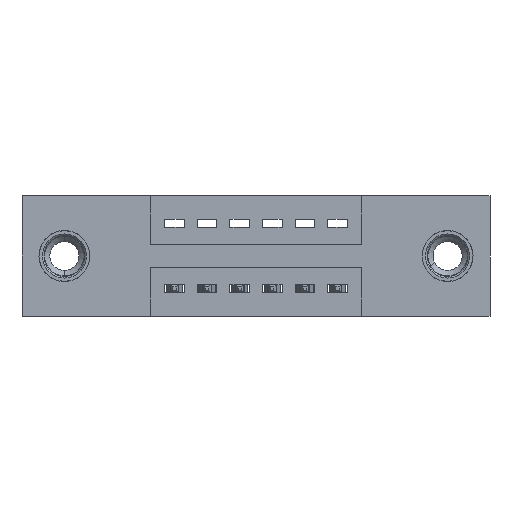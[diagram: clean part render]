
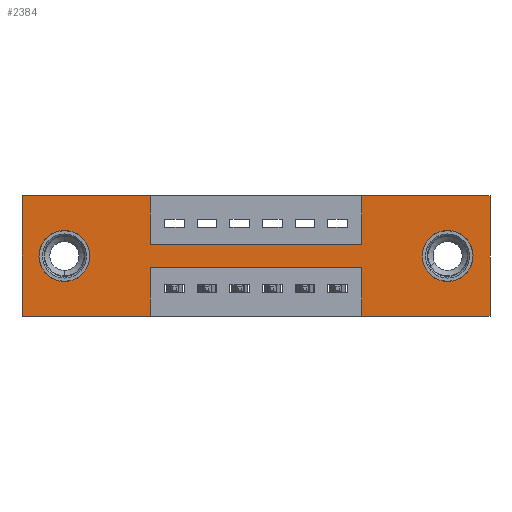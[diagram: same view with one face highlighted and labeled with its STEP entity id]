
A CAD part, front view. The second image highlights one B-rep face of the part: STEP entity #2384.
In plain terms, the highlighted planar face has unit normal (0, -1, 0).
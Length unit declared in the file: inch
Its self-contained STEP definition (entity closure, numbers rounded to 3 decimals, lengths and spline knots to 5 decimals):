
#9 = ORIENTED_EDGE ( 'NONE', *, *, #6927, .T. ) ;
#55 = LINE ( 'NONE', #1943, #2261 ) ;
#103 = VERTEX_POINT ( 'NONE', #4866 ) ;
#117 = CARTESIAN_POINT ( 'NONE',  ( 0.3925, 0., -0.15 ) ) ;
#123 = EDGE_CURVE ( 'NONE', #8530, #2117, #5401, .T. ) ;
#124 = DIRECTION ( 'NONE',  ( 0., 0., -1. ) ) ;
#328 = AXIS2_PLACEMENT_3D ( 'NONE', #2222, #7870, #3082 ) ;
#763 = VECTOR ( 'NONE', #6307, 39.37008 ) ;
#865 = VERTEX_POINT ( 'NONE', #8686 ) ;
#909 = VERTEX_POINT ( 'NONE', #2896 ) ;
#1133 = VERTEX_POINT ( 'NONE', #5449 ) ;
#1193 = FACE_BOUND ( 'NONE', #6972, .T. ) ;
#1471 = CARTESIAN_POINT ( 'NONE',  ( 1.0425, 0., -0.37 ) ) ;
#1533 = CARTESIAN_POINT ( 'NONE',  ( 0.3925, 0., -0.37 ) ) ;
#1536 = VERTEX_POINT ( 'NONE', #9437 ) ;
#1671 = ORIENTED_EDGE ( 'NONE', *, *, #4438, .F. ) ;
#1680 = VERTEX_POINT ( 'NONE', #5938 ) ;
#1714 = EDGE_CURVE ( 'NONE', #1536, #1680, #5371, .T. ) ;
#1770 = EDGE_LOOP ( 'NONE', ( #8920, #3742, #5779, #7565, #4242, #4770, #5291, #1671, #8895, #10052, #8997, #3183 ) ) ;
#1811 = VECTOR ( 'NONE', #9828, 39.37008 ) ;
#1842 = CARTESIAN_POINT ( 'NONE',  ( 0.13, 0., -0.185 ) ) ;
#1943 = CARTESIAN_POINT ( 'NONE',  ( 1.0425, 0., -0.37 ) ) ;
#2117 = VERTEX_POINT ( 'NONE', #2756 ) ;
#2157 = LINE ( 'NONE', #3141, #8341 ) ;
#2222 = CARTESIAN_POINT ( 'NONE',  ( 0., 0., -0.37 ) ) ;
#2261 = VECTOR ( 'NONE', #6110, 39.37008 ) ;
#2360 = LINE ( 'NONE', #4116, #4355 ) ;
#2384 = ADVANCED_FACE ( 'NONE', ( #1193, #7756, #5978 ), #3044, .T. ) ;
#2437 = AXIS2_PLACEMENT_3D ( 'NONE', #3455, #8949, #4275 ) ;
#2660 = ORIENTED_EDGE ( 'NONE', *, *, #10520, .T. ) ;
#2718 = CARTESIAN_POINT ( 'NONE',  ( 0., 0., -0.37 ) ) ;
#2731 = DIRECTION ( 'NONE',  ( 0., 0., 1. ) ) ;
#2756 = CARTESIAN_POINT ( 'NONE',  ( 1.0425, 0., 0. ) ) ;
#2784 = LINE ( 'NONE', #9501, #8649 ) ;
#2879 = CIRCLE ( 'NONE', #2437, 0.078 ) ;
#2896 = CARTESIAN_POINT ( 'NONE',  ( 0.13, 0., -0.107 ) ) ;
#3044 = PLANE ( 'NONE',  #328 ) ;
#3048 = VERTEX_POINT ( 'NONE', #6401 ) ;
#3082 = DIRECTION ( 'NONE',  ( 0., 0., -1. ) ) ;
#3141 = CARTESIAN_POINT ( 'NONE',  ( 0., 0., 0. ) ) ;
#3183 = ORIENTED_EDGE ( 'NONE', *, *, #6163, .F. ) ;
#3322 = DIRECTION ( 'NONE',  ( 1., 0., 0. ) ) ;
#3327 = EDGE_CURVE ( 'NONE', #1133, #1536, #9768, .T. ) ;
#3377 = VECTOR ( 'NONE', #3322, 39.37008 ) ;
#3397 = EDGE_LOOP ( 'NONE', ( #5288, #10400 ) ) ;
#3455 = CARTESIAN_POINT ( 'NONE',  ( 1.305, 0., -0.185 ) ) ;
#3478 = VECTOR ( 'NONE', #4749, 39.37008 ) ;
#3508 = EDGE_CURVE ( 'NONE', #5743, #9480, #8357, .T. ) ;
#3563 = CARTESIAN_POINT ( 'NONE',  ( 0.13, 0., -0.185 ) ) ;
#3742 = ORIENTED_EDGE ( 'NONE', *, *, #6023, .F. ) ;
#3793 = VECTOR ( 'NONE', #9717, 39.37008 ) ;
#3875 = VERTEX_POINT ( 'NONE', #4274 ) ;
#3895 = CARTESIAN_POINT ( 'NONE',  ( 0., 0., 0. ) ) ;
#3920 = VECTOR ( 'NONE', #9278, 39.37008 ) ;
#4104 = LINE ( 'NONE', #2718, #1811 ) ;
#4116 = CARTESIAN_POINT ( 'NONE',  ( 0., 0., -0.37 ) ) ;
#4242 = ORIENTED_EDGE ( 'NONE', *, *, #3508, .F. ) ;
#4274 = CARTESIAN_POINT ( 'NONE',  ( 0.3925, 0., -0.22 ) ) ;
#4275 = DIRECTION ( 'NONE',  ( 0., 0., -1. ) ) ;
#4355 = VECTOR ( 'NONE', #9553, 39.37008 ) ;
#4389 = DIRECTION ( 'NONE',  ( 0., 0., 1. ) ) ;
#4438 = EDGE_CURVE ( 'NONE', #4739, #8530, #7593, .T. ) ;
#4688 = EDGE_CURVE ( 'NONE', #9567, #5422, #55, .T. ) ;
#4739 = VERTEX_POINT ( 'NONE', #117 ) ;
#4749 = DIRECTION ( 'NONE',  ( 0., 0., 1. ) ) ;
#4762 = CIRCLE ( 'NONE', #7413, 0.078 ) ;
#4770 = ORIENTED_EDGE ( 'NONE', *, *, #9502, .F. ) ;
#4776 = CARTESIAN_POINT ( 'NONE',  ( 0.3925, 0., -0.22 ) ) ;
#4866 = CARTESIAN_POINT ( 'NONE',  ( 0.13, 0., -0.263 ) ) ;
#4950 = VECTOR ( 'NONE', #10331, 39.37008 ) ;
#5265 = AXIS2_PLACEMENT_3D ( 'NONE', #1842, #7539, #2731 ) ;
#5288 = ORIENTED_EDGE ( 'NONE', *, *, #7020, .T. ) ;
#5291 = ORIENTED_EDGE ( 'NONE', *, *, #123, .F. ) ;
#5371 = LINE ( 'NONE', #3895, #763 ) ;
#5380 = DIRECTION ( 'NONE',  ( 0., 1., 0. ) ) ;
#5401 = LINE ( 'NONE', #8405, #3478 ) ;
#5422 = VERTEX_POINT ( 'NONE', #8682 ) ;
#5449 = CARTESIAN_POINT ( 'NONE',  ( 0., 0., -0.37 ) ) ;
#5504 = EDGE_CURVE ( 'NONE', #1680, #4739, #2784, .T. ) ;
#5579 = DIRECTION ( 'NONE',  ( -1., 0., 0. ) ) ;
#5693 = DIRECTION ( 'NONE',  ( 0., 0., -1. ) ) ;
#5743 = VERTEX_POINT ( 'NONE', #9072 ) ;
#5747 = EDGE_CURVE ( 'NONE', #9480, #9567, #4104, .T. ) ;
#5779 = ORIENTED_EDGE ( 'NONE', *, *, #4688, .F. ) ;
#5918 = CARTESIAN_POINT ( 'NONE',  ( 0., 0., 0. ) ) ;
#5938 = CARTESIAN_POINT ( 'NONE',  ( 0.3925, 0., 0. ) ) ;
#5978 = FACE_OUTER_BOUND ( 'NONE', #1770, .T. ) ;
#6023 = EDGE_CURVE ( 'NONE', #5422, #3875, #8159, .T. ) ;
#6110 = DIRECTION ( 'NONE',  ( 0., 0., 1. ) ) ;
#6163 = EDGE_CURVE ( 'NONE', #9378, #1133, #2360, .T. ) ;
#6228 = CIRCLE ( 'NONE', #5265, 0.078 ) ;
#6307 = DIRECTION ( 'NONE',  ( 1., 0., 0. ) ) ;
#6401 = CARTESIAN_POINT ( 'NONE',  ( 1.305, 0., -0.107 ) ) ;
#6927 = EDGE_CURVE ( 'NONE', #865, #3048, #2879, .T. ) ;
#6972 = EDGE_LOOP ( 'NONE', ( #2660, #9 ) ) ;
#7020 = EDGE_CURVE ( 'NONE', #909, #103, #6228, .T. ) ;
#7051 = LINE ( 'NONE', #1533, #4950 ) ;
#7413 = AXIS2_PLACEMENT_3D ( 'NONE', #9955, #5380, #124 ) ;
#7539 = DIRECTION ( 'NONE',  ( 0., 1., 0. ) ) ;
#7565 = ORIENTED_EDGE ( 'NONE', *, *, #5747, .F. ) ;
#7593 = LINE ( 'NONE', #8875, #3377 ) ;
#7756 = FACE_BOUND ( 'NONE', #3397, .T. ) ;
#7870 = DIRECTION ( 'NONE',  ( 0., -1., 0. ) ) ;
#7918 = VECTOR ( 'NONE', #5579, 39.37008 ) ;
#7927 = DIRECTION ( 'NONE',  ( 1., 0., 0. ) ) ;
#7967 = CIRCLE ( 'NONE', #9508, 0.078 ) ;
#8159 = LINE ( 'NONE', #4776, #7918 ) ;
#8341 = VECTOR ( 'NONE', #7927, 39.37008 ) ;
#8357 = LINE ( 'NONE', #8532, #3920 ) ;
#8405 = CARTESIAN_POINT ( 'NONE',  ( 1.0425, 0., 0. ) ) ;
#8530 = VERTEX_POINT ( 'NONE', #8848 ) ;
#8532 = CARTESIAN_POINT ( 'NONE',  ( 1.435, 0., 0. ) ) ;
#8649 = VECTOR ( 'NONE', #5693, 39.37008 ) ;
#8682 = CARTESIAN_POINT ( 'NONE',  ( 1.0425, 0., -0.22 ) ) ;
#8686 = CARTESIAN_POINT ( 'NONE',  ( 1.305, 0., -0.263 ) ) ;
#8695 = CARTESIAN_POINT ( 'NONE',  ( 1.435, 0., -0.37 ) ) ;
#8848 = CARTESIAN_POINT ( 'NONE',  ( 1.0425, 0., -0.15 ) ) ;
#8875 = CARTESIAN_POINT ( 'NONE',  ( 0.3925, 0., -0.15 ) ) ;
#8895 = ORIENTED_EDGE ( 'NONE', *, *, #5504, .F. ) ;
#8920 = ORIENTED_EDGE ( 'NONE', *, *, #9025, .F. ) ;
#8949 = DIRECTION ( 'NONE',  ( 0., 1., 0. ) ) ;
#8997 = ORIENTED_EDGE ( 'NONE', *, *, #3327, .F. ) ;
#9025 = EDGE_CURVE ( 'NONE', #3875, #9378, #7051, .T. ) ;
#9050 = DIRECTION ( 'NONE',  ( 0., 1., 0. ) ) ;
#9072 = CARTESIAN_POINT ( 'NONE',  ( 1.435, 0., 0. ) ) ;
#9278 = DIRECTION ( 'NONE',  ( 0., 0., -1. ) ) ;
#9378 = VERTEX_POINT ( 'NONE', #10073 ) ;
#9437 = CARTESIAN_POINT ( 'NONE',  ( 0., 0., 0. ) ) ;
#9480 = VERTEX_POINT ( 'NONE', #8695 ) ;
#9501 = CARTESIAN_POINT ( 'NONE',  ( 0.3925, 0., 0. ) ) ;
#9502 = EDGE_CURVE ( 'NONE', #2117, #5743, #2157, .T. ) ;
#9508 = AXIS2_PLACEMENT_3D ( 'NONE', #3563, #9050, #4389 ) ;
#9553 = DIRECTION ( 'NONE',  ( -1., 0., 0. ) ) ;
#9567 = VERTEX_POINT ( 'NONE', #1471 ) ;
#9717 = DIRECTION ( 'NONE',  ( 0., 0., 1. ) ) ;
#9768 = LINE ( 'NONE', #5918, #3793 ) ;
#9791 = EDGE_CURVE ( 'NONE', #103, #909, #7967, .T. ) ;
#9828 = DIRECTION ( 'NONE',  ( -1., 0., 0. ) ) ;
#9955 = CARTESIAN_POINT ( 'NONE',  ( 1.305, 0., -0.185 ) ) ;
#10052 = ORIENTED_EDGE ( 'NONE', *, *, #1714, .F. ) ;
#10073 = CARTESIAN_POINT ( 'NONE',  ( 0.3925, 0., -0.37 ) ) ;
#10331 = DIRECTION ( 'NONE',  ( 0., 0., -1. ) ) ;
#10400 = ORIENTED_EDGE ( 'NONE', *, *, #9791, .T. ) ;
#10520 = EDGE_CURVE ( 'NONE', #3048, #865, #4762, .T. ) ;
